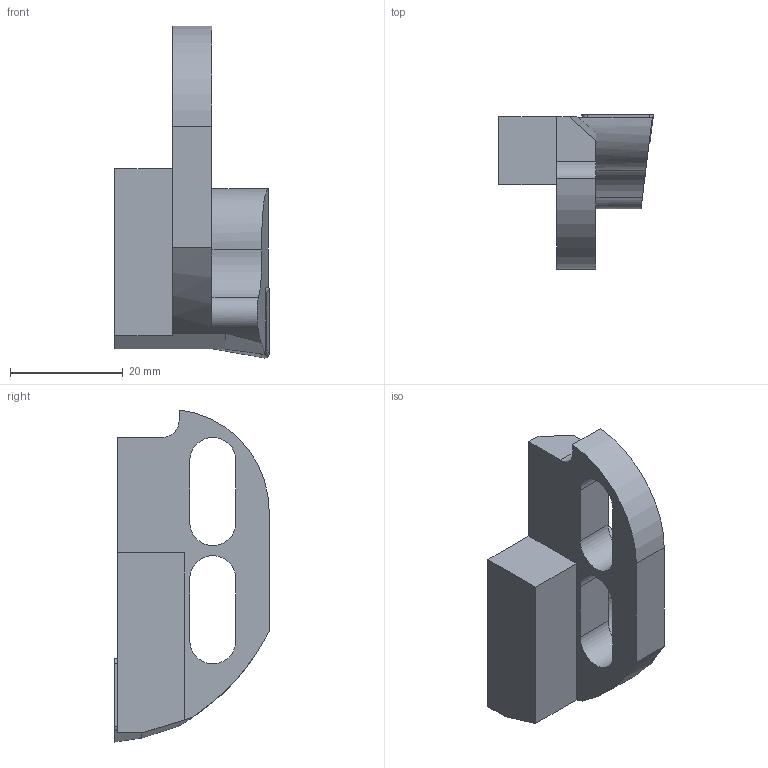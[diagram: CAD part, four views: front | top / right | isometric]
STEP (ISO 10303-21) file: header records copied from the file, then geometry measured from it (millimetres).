
FILE_DESCRIPTION(/* description */ (''),/* implementation_level */ '2;1');
FILE_NAME(/* name */ 'A61050CC1290.stp',/* time_stamp */ '2017-10-27T11:34:33+05:00',/* author */ (''),/* organization */ (''),/* preprocessor_version */ 'ST-DEVELOPER v16',/* originating_system */ 'SIEMENS PLM Software NX 11.0',/* authorisation */ '');
FILE_SCHEMA (('AUTOMOTIVE_DESIGN { 1 0 10303 214 3 1 1 1 }'));
Length unit declared in the file: millimetre
Products named in the file (1): A61050CC1290
Bounding box: 27.5 x 27.4 x 58.99 mm (x, y, z)
Volume: 13602.4 mm3; surface area: 5817.9 mm2
Topology: 2 solids, 2 shells, 42 faces, 116 edges, 78 vertices
Faces by surface type: plane 27, cylinder 14, cone 1
Entity records: 1424 total; most frequent: DIRECTION 241, CARTESIAN_POINT 240, ORIENTED_EDGE 230, EDGE_CURVE 115, LINE 81, VECTOR 81, AXIS2_PLACEMENT_3D 80, VERTEX_POINT 79
